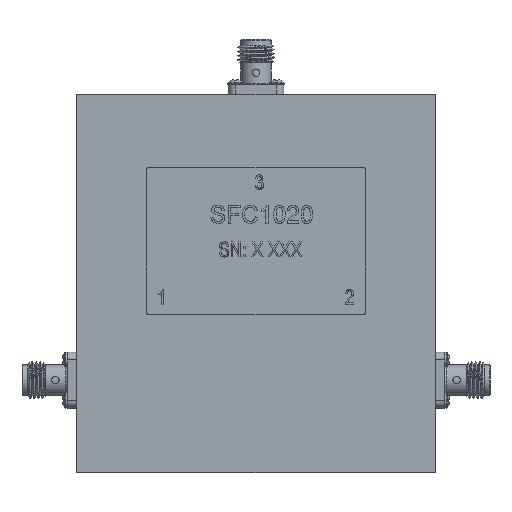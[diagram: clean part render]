
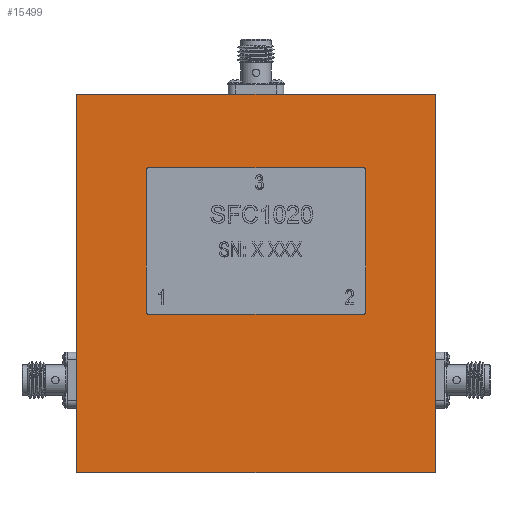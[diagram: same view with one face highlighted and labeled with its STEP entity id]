
A CAD part, top view. The second image highlights one B-rep face of the part: STEP entity #15499.
In plain terms, the highlighted planar face has unit normal (0, 0, 1).
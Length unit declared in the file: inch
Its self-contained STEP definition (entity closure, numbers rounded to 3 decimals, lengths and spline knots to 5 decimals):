
#387 = AXIS2_PLACEMENT_3D ( 'NONE', #3726, #4049, #23277 ) ;
#1053 = DIRECTION ( 'NONE',  ( 0., -1., 0. ) ) ;
#1274 = VECTOR ( 'NONE', #24015, 39.37008 ) ;
#1831 = VERTEX_POINT ( 'NONE', #7127 ) ;
#1904 = DIRECTION ( 'NONE',  ( 1., 0., 0. ) ) ;
#3266 = VERTEX_POINT ( 'NONE', #26573 ) ;
#3380 = VECTOR ( 'NONE', #24016, 39.37008 ) ;
#3705 = VERTEX_POINT ( 'NONE', #15723 ) ;
#3726 = CARTESIAN_POINT ( 'NONE',  ( 0.73, 0.76937, 0.57087 ) ) ;
#3772 = LINE ( 'NONE', #8360, #29034 ) ;
#3957 = VERTEX_POINT ( 'NONE', #7659 ) ;
#4033 = ORIENTED_EDGE ( 'NONE', *, *, #25010, .T. ) ;
#4049 = DIRECTION ( 'NONE',  ( 0., 0., 1. ) ) ;
#4070 = EDGE_CURVE ( 'NONE', #11842, #19767, #14408, .T. ) ;
#4563 = PLANE ( 'NONE',  #18401 ) ;
#4634 = EDGE_CURVE ( 'NONE', #3705, #10935, #3772, .T. ) ;
#4651 = CARTESIAN_POINT ( 'NONE',  ( 0.75, -0.19063, 0.57087 ) ) ;
#4934 = DIRECTION ( 'NONE',  ( -1., 0., 0. ) ) ;
#5407 = EDGE_CURVE ( 'NONE', #3266, #3705, #24435, .T. ) ;
#5647 = ORIENTED_EDGE ( 'NONE', *, *, #11526, .F. ) ;
#6181 = DIRECTION ( 'NONE',  ( 0., 0., 1. ) ) ;
#6896 = AXIS2_PLACEMENT_3D ( 'NONE', #31090, #26665, #4934 ) ;
#6950 = FACE_BOUND ( 'NONE', #21879, .T. ) ;
#7127 = CARTESIAN_POINT ( 'NONE',  ( -0.73, 0.78937, 0.57087 ) ) ;
#7659 = CARTESIAN_POINT ( 'NONE',  ( -1.22047, -1.28937, 0.57087 ) ) ;
#8360 = CARTESIAN_POINT ( 'NONE',  ( -1.22047, 1.28937, 0.57087 ) ) ;
#8471 = VERTEX_POINT ( 'NONE', #12415 ) ;
#8708 = CARTESIAN_POINT ( 'NONE',  ( 0.73, -0.21063, 0.57087 ) ) ;
#8759 = CARTESIAN_POINT ( 'NONE',  ( -1.22047, -1.28937, 0.57087 ) ) ;
#9466 = LINE ( 'NONE', #28362, #31086 ) ;
#9503 = CARTESIAN_POINT ( 'NONE',  ( 1.22047, -1.28937, 0.57087 ) ) ;
#9984 = CARTESIAN_POINT ( 'NONE',  ( -0.75, 0.76937, 0.57087 ) ) ;
#10935 = VERTEX_POINT ( 'NONE', #23470 ) ;
#11526 = EDGE_CURVE ( 'NONE', #8471, #25578, #28051, .T. ) ;
#11824 = VECTOR ( 'NONE', #28866, 39.37008 ) ;
#11842 = VERTEX_POINT ( 'NONE', #9984 ) ;
#12043 = LINE ( 'NONE', #19449, #1274 ) ;
#12415 = CARTESIAN_POINT ( 'NONE',  ( 0.75, 0.76937, 0.57087 ) ) ;
#12568 = ORIENTED_EDGE ( 'NONE', *, *, #12790, .F. ) ;
#12790 = EDGE_CURVE ( 'NONE', #25881, #8471, #28609, .T. ) ;
#13393 = DIRECTION ( 'NONE',  ( -1., 0., 0. ) ) ;
#13706 = DIRECTION ( 'NONE',  ( 1., 0., 0. ) ) ;
#14104 = CARTESIAN_POINT ( 'NONE',  ( 0.75, 0.76937, 0.57087 ) ) ;
#14175 = DIRECTION ( 'NONE',  ( 0., -1., 0. ) ) ;
#14224 = AXIS2_PLACEMENT_3D ( 'NONE', #21150, #6181, #30749 ) ;
#14408 = LINE ( 'NONE', #28896, #3380 ) ;
#15499 = ADVANCED_FACE ( 'NONE', ( #30566, #6950 ), #4563, .F. ) ;
#15723 = CARTESIAN_POINT ( 'NONE',  ( 1.22047, 1.28937, 0.57087 ) ) ;
#16087 = LINE ( 'NONE', #16240, #27061 ) ;
#16240 = CARTESIAN_POINT ( 'NONE',  ( -1.22047, -1.28937, 0.57087 ) ) ;
#16250 = EDGE_CURVE ( 'NONE', #25578, #1831, #12043, .T. ) ;
#16259 = ORIENTED_EDGE ( 'NONE', *, *, #4634, .T. ) ;
#16367 = ORIENTED_EDGE ( 'NONE', *, *, #16250, .F. ) ;
#16708 = CARTESIAN_POINT ( 'NONE',  ( 0., 0., 0.57087 ) ) ;
#18282 = ORIENTED_EDGE ( 'NONE', *, *, #5407, .T. ) ;
#18401 = AXIS2_PLACEMENT_3D ( 'NONE', #16708, #28204, #14175 ) ;
#18441 = VERTEX_POINT ( 'NONE', #8708 ) ;
#18523 = AXIS2_PLACEMENT_3D ( 'NONE', #28367, #26167, #19082 ) ;
#19011 = CARTESIAN_POINT ( 'NONE',  ( 0.73, 0.78937, 0.57087 ) ) ;
#19082 = DIRECTION ( 'NONE',  ( -1., 0., 0. ) ) ;
#19449 = CARTESIAN_POINT ( 'NONE',  ( -0.73, 0.78937, 0.57087 ) ) ;
#19659 = CARTESIAN_POINT ( 'NONE',  ( -0.75, -0.19063, 0.57087 ) ) ;
#19767 = VERTEX_POINT ( 'NONE', #19659 ) ;
#19883 = ORIENTED_EDGE ( 'NONE', *, *, #26188, .F. ) ;
#20139 = ORIENTED_EDGE ( 'NONE', *, *, #26850, .F. ) ;
#20584 = LINE ( 'NONE', #8759, #30291 ) ;
#21150 = CARTESIAN_POINT ( 'NONE',  ( -0.73, -0.19063, 0.57087 ) ) ;
#21879 = EDGE_LOOP ( 'NONE', ( #5647, #12568, #19883, #28637, #29220, #23437, #20139, #16367 ) ) ;
#22620 = EDGE_LOOP ( 'NONE', ( #18282, #16259, #30205, #4033 ) ) ;
#23277 = DIRECTION ( 'NONE',  ( -1., 0., 0. ) ) ;
#23437 = ORIENTED_EDGE ( 'NONE', *, *, #4070, .F. ) ;
#23470 = CARTESIAN_POINT ( 'NONE',  ( -1.22047, 1.28937, 0.57087 ) ) ;
#23736 = CARTESIAN_POINT ( 'NONE',  ( -0.73, -0.21063, 0.57087 ) ) ;
#23743 = VERTEX_POINT ( 'NONE', #23736 ) ;
#24015 = DIRECTION ( 'NONE',  ( -1., 0., 0. ) ) ;
#24016 = DIRECTION ( 'NONE',  ( 0., -1., 0. ) ) ;
#24435 = LINE ( 'NONE', #9503, #11824 ) ;
#24479 = CIRCLE ( 'NONE', #6896, 0.02 ) ;
#24980 = EDGE_CURVE ( 'NONE', #23743, #18441, #9466, .T. ) ;
#25010 = EDGE_CURVE ( 'NONE', #3957, #3266, #16087, .T. ) ;
#25578 = VERTEX_POINT ( 'NONE', #19011 ) ;
#25881 = VERTEX_POINT ( 'NONE', #4651 ) ;
#26167 = DIRECTION ( 'NONE',  ( 0., 0., 1. ) ) ;
#26188 = EDGE_CURVE ( 'NONE', #18441, #25881, #27503, .T. ) ;
#26304 = CIRCLE ( 'NONE', #14224, 0.02 ) ;
#26545 = DIRECTION ( 'NONE',  ( 0., 1., 0. ) ) ;
#26573 = CARTESIAN_POINT ( 'NONE',  ( 1.22047, -1.28937, 0.57087 ) ) ;
#26665 = DIRECTION ( 'NONE',  ( 0., 0., 1. ) ) ;
#26850 = EDGE_CURVE ( 'NONE', #1831, #11842, #24479, .T. ) ;
#27061 = VECTOR ( 'NONE', #1904, 39.37008 ) ;
#27503 = CIRCLE ( 'NONE', #18523, 0.02 ) ;
#27583 = EDGE_CURVE ( 'NONE', #10935, #3957, #20584, .T. ) ;
#28051 = CIRCLE ( 'NONE', #387, 0.02 ) ;
#28204 = DIRECTION ( 'NONE',  ( 0., 0., -1. ) ) ;
#28362 = CARTESIAN_POINT ( 'NONE',  ( -0.73, -0.21063, 0.57087 ) ) ;
#28367 = CARTESIAN_POINT ( 'NONE',  ( 0.73, -0.19063, 0.57087 ) ) ;
#28554 = EDGE_CURVE ( 'NONE', #19767, #23743, #26304, .T. ) ;
#28609 = LINE ( 'NONE', #14104, #29927 ) ;
#28637 = ORIENTED_EDGE ( 'NONE', *, *, #24980, .F. ) ;
#28866 = DIRECTION ( 'NONE',  ( 0., 1., 0. ) ) ;
#28896 = CARTESIAN_POINT ( 'NONE',  ( -0.75, 0.76937, 0.57087 ) ) ;
#29034 = VECTOR ( 'NONE', #13393, 39.37008 ) ;
#29220 = ORIENTED_EDGE ( 'NONE', *, *, #28554, .F. ) ;
#29927 = VECTOR ( 'NONE', #26545, 39.37008 ) ;
#30205 = ORIENTED_EDGE ( 'NONE', *, *, #27583, .T. ) ;
#30291 = VECTOR ( 'NONE', #1053, 39.37008 ) ;
#30566 = FACE_OUTER_BOUND ( 'NONE', #22620, .T. ) ;
#30749 = DIRECTION ( 'NONE',  ( -1., 0., 0. ) ) ;
#31086 = VECTOR ( 'NONE', #13706, 39.37008 ) ;
#31090 = CARTESIAN_POINT ( 'NONE',  ( -0.73, 0.76937, 0.57087 ) ) ;
